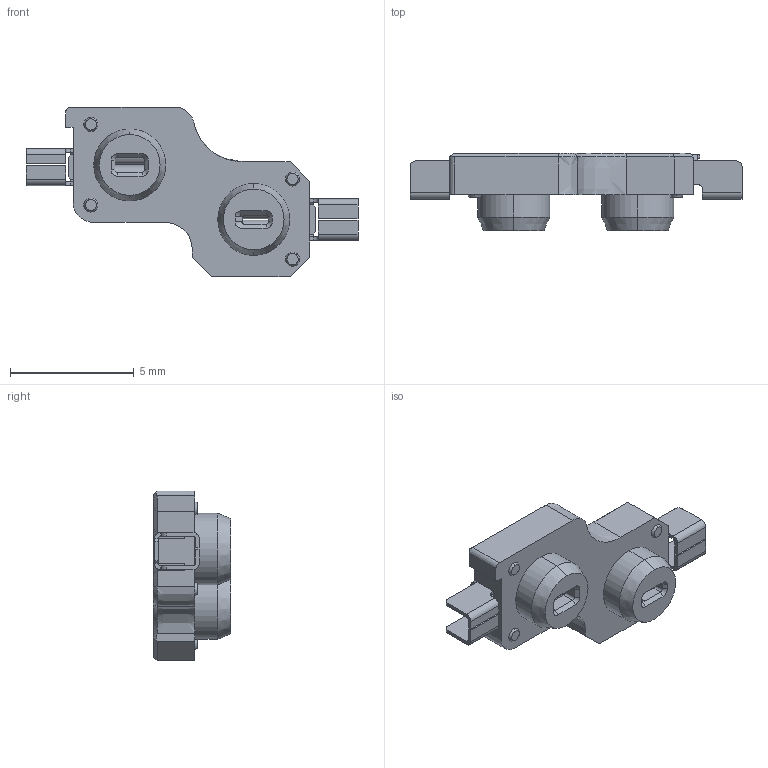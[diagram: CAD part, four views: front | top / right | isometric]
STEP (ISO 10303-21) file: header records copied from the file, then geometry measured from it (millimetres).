
FILE_DESCRIPTION(('FreeCAD Model'),'2;1');
FILE_NAME('Open CASCADE Shape Model','2024-09-24T12:47:39',('Author'),( ''),'Open CASCADE STEP processor 7.5','FreeCAD','Unknown');
FILE_SCHEMA(('AUTOMOTIVE_DESIGN { 1 0 10303 214 1 1 1 1 }'));
Length unit declared in the file: millimetre
Products named in the file (4): PG151101S11-3814_ASM; PG151101S11-3814_1; PG151101S11-3814_2; PG151101S11-3814_3
Assembly tree (3 placements, depth 2):
  PG151101S11-3814_ASM
    PG151101S11-3814_1
    PG151101S11-3814_2
    PG151101S11-3814_3
Bounding box: 13.39 x 3.12 x 6.85 mm (x, y, z)
Volume: 81 mm3; surface area: 301.8 mm2
Topology: 3 solids, 3 shells, 240 faces, 618 edges, 388 vertices
Faces by surface type: plane 165, cylinder 46, cone 20, extrusion 5, bspline 4
Entity records: 16232 total; most frequent: CARTESIAN_POINT 3801, DIRECTION 2301, VECTOR 1550, LINE 1545, ORIENTED_EDGE 1232, PCURVE 1232, DEFINITIONAL_REPRESENTATION 1232, EDGE_CURVE 616
